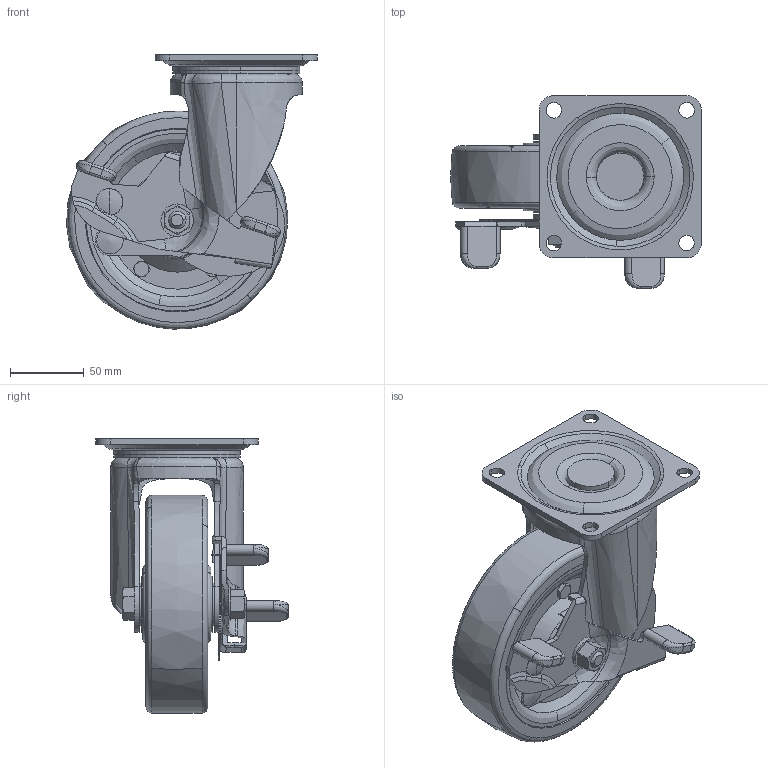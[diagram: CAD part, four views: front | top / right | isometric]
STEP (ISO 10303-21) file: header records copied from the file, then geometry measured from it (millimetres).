
FILE_DESCRIPTION((''),'2;1');
FILE_NAME('','2009-03-19T14:39:34',(''),(''),'','CADfix','');
FILE_SCHEMA(('AUTOMOTIVE_DESIGN { 1 0 10303 214 1 1 1 1 }'));
Length unit declared in the file: millimetre
Bounding box: 169.91 x 130.5 x 185.88 mm (x, y, z)
Volume: 869325.3 mm3; surface area: 178501 mm2
Topology: 6 solids, 9 shells, 570 faces, 1574 edges, 1033 vertices
Faces by surface type: bspline 570
Entity records: 25023 total; most frequent: CARTESIAN_POINT 16259, ORIENTED_EDGE 3114, EDGE_CURVE 1570, VERTEX_POINT 1033, EDGE_LOOP 611, FACE_OUTER_BOUND 570, ADVANCED_FACE 570, QUASI_UNIFORM_CURVE 549
